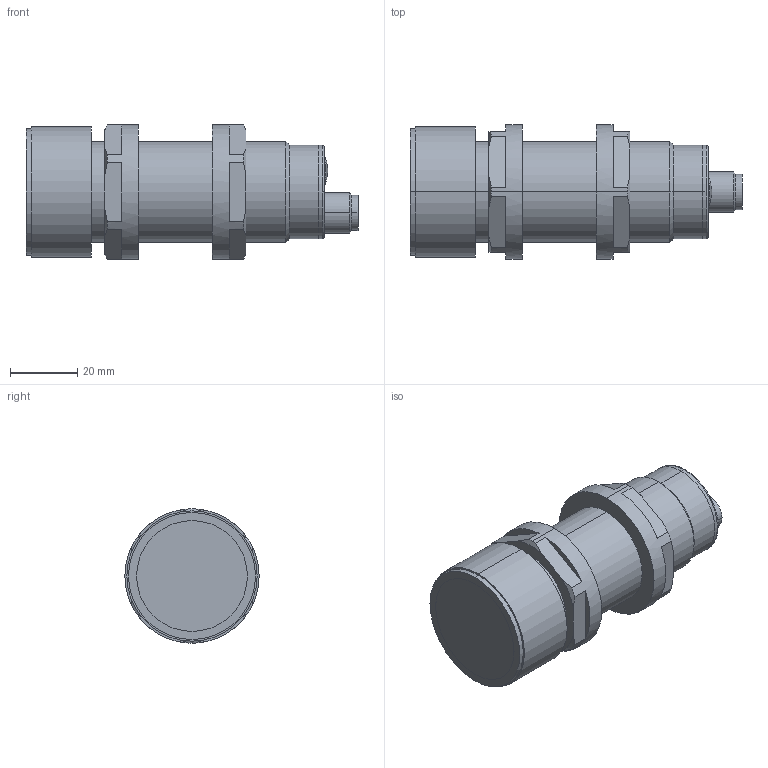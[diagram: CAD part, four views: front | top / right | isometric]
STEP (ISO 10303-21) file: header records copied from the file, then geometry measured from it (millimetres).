
FILE_DESCRIPTION (( 'STEP AP214' ), '1' );
FILE_NAME ('UT2F-GW-0E.step', '2019-08-14T21:54:00', ( '' ), ( '' ), 'SwSTEP 2.0', 'SolidWorks 2018', '' );
FILE_SCHEMA (( 'AUTOMOTIVE_DESIGN' ));
Length unit declared in the file: millimetre
Products named in the file (1): UT2F-GW-0E
Bounding box: 98.9 x 40 x 40 mm (x, y, z)
Volume: 81198.9 mm3; surface area: 22572.5 mm2
Topology: 7 solids, 11 shells, 159 faces, 371 edges, 239 vertices
Faces by surface type: plane 59, cylinder 55, cone 37, torus 6, sphere 2
Entity records: 5046 total; most frequent: DIRECTION 860, CARTESIAN_POINT 858, ORIENTED_EDGE 742, EDGE_CURVE 371, AXIS2_PLACEMENT_3D 357, VERTEX_POINT 239, CIRCLE 197, EDGE_LOOP 176
